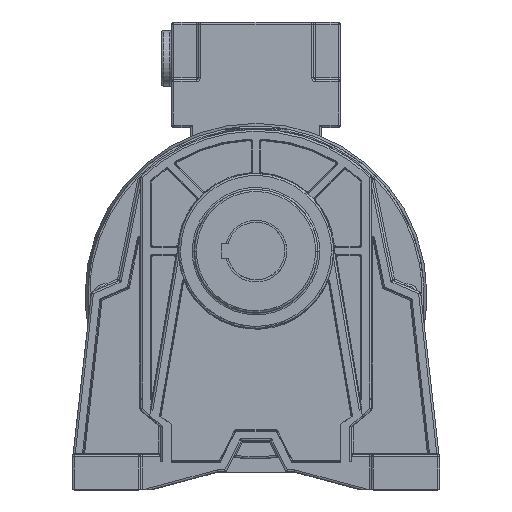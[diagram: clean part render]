
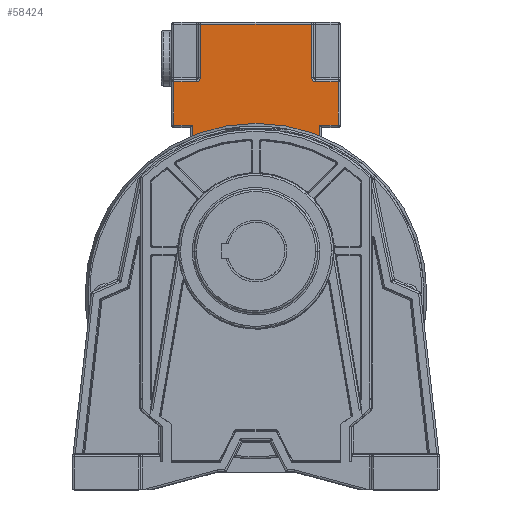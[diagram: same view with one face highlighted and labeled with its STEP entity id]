
A CAD part, top view. The second image highlights one B-rep face of the part: STEP entity #58424.
In plain terms, the highlighted face is planar.
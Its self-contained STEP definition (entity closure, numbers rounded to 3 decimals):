
#218 = EDGE_CURVE ( 'NONE', #28880, #64871, #54753, .T. ) ;
#243 = LINE ( 'NONE', #84856, #35636 ) ;
#652 = CARTESIAN_POINT ( 'NONE',  ( 149., -28., -141.9 ) ) ;
#2416 = DIRECTION ( 'NONE',  ( 0., 0., -1. ) ) ;
#4832 = CARTESIAN_POINT ( 'NONE',  ( 149., -27., -115.9 ) ) ;
#4992 = PLANE ( 'NONE',  #89148 ) ;
#5550 = DIRECTION ( 'NONE',  ( 0., 1., 0. ) ) ;
#6141 = ORIENTED_EDGE ( 'NONE', *, *, #48203, .T. ) ;
#8405 = EDGE_CURVE ( 'NONE', #27910, #43928, #24765, .T. ) ;
#10201 = VERTEX_POINT ( 'NONE', #4832 ) ;
#10767 = VERTEX_POINT ( 'NONE', #60099 ) ;
#12124 = CARTESIAN_POINT ( 'NONE',  ( 149., 0., 0. ) ) ;
#12745 = EDGE_CURVE ( 'NONE', #28880, #104059, #16303, .T. ) ;
#16036 = ORIENTED_EDGE ( 'NONE', *, *, #12745, .T. ) ;
#16303 = LINE ( 'NONE', #32801, #99014 ) ;
#19221 = DIRECTION ( 'NONE',  ( 0., 1., 0. ) ) ;
#20389 = VERTEX_POINT ( 'NONE', #43970 ) ;
#21311 = CIRCLE ( 'NONE', #82759, 2. ) ;
#24071 = EDGE_CURVE ( 'NONE', #39145, #78120, #97431, .T. ) ;
#24765 = LINE ( 'NONE', #66015, #70212 ) ;
#26031 = CARTESIAN_POINT ( 'NONE',  ( 149., 29., -115.9 ) ) ;
#26198 = DIRECTION ( 'NONE',  ( 0., 0., 1. ) ) ;
#26621 = AXIS2_PLACEMENT_3D ( 'NONE', #26031, #78239, #2416 ) ;
#27910 = VERTEX_POINT ( 'NONE', #59850 ) ;
#28192 = VECTOR ( 'NONE', #71576, 1000. ) ;
#28263 = EDGE_CURVE ( 'NONE', #43928, #64871, #243, .T. ) ;
#28880 = VERTEX_POINT ( 'NONE', #58254 ) ;
#30764 = DIRECTION ( 'NONE',  ( -1., 0., 0. ) ) ;
#30973 = CARTESIAN_POINT ( 'NONE',  ( 149., -31., -84.7 ) ) ;
#32801 = CARTESIAN_POINT ( 'NONE',  ( 149., 27., 0. ) ) ;
#33749 = DIRECTION ( 'NONE',  ( 0., -1., 0. ) ) ;
#34970 = CARTESIAN_POINT ( 'NONE',  ( 149., -31., 0. ) ) ;
#35636 = VECTOR ( 'NONE', #33749, 1000. ) ;
#35950 = ORIENTED_EDGE ( 'NONE', *, *, #28263, .T. ) ;
#36260 = CARTESIAN_POINT ( 'NONE',  ( 149., 31., -92.7 ) ) ;
#39001 = LINE ( 'NONE', #72541, #41873 ) ;
#39145 = VERTEX_POINT ( 'NONE', #57788 ) ;
#39971 = DIRECTION ( 'NONE',  ( 0., 0., -1. ) ) ;
#40412 = LINE ( 'NONE', #65693, #49268 ) ;
#41873 = VECTOR ( 'NONE', #54959, 1000. ) ;
#42428 = EDGE_CURVE ( 'NONE', #104059, #48148, #42946, .T. ) ;
#42946 = LINE ( 'NONE', #652, #56296 ) ;
#43928 = VERTEX_POINT ( 'NONE', #67182 ) ;
#43970 = CARTESIAN_POINT ( 'NONE',  ( 149., -29., -113.9 ) ) ;
#44485 = ORIENTED_EDGE ( 'NONE', *, *, #50791, .T. ) ;
#44692 = VECTOR ( 'NONE', #19221, 1000. ) ;
#44907 = CARTESIAN_POINT ( 'NONE',  ( 149., 27., -141.9 ) ) ;
#45669 = DIRECTION ( 'NONE',  ( 1., 0., 0. ) ) ;
#45943 = ORIENTED_EDGE ( 'NONE', *, *, #91648, .T. ) ;
#46695 = VERTEX_POINT ( 'NONE', #30973 ) ;
#47979 = CARTESIAN_POINT ( 'NONE',  ( 149., -40., -92.7 ) ) ;
#48148 = VERTEX_POINT ( 'NONE', #62641 ) ;
#48203 = EDGE_CURVE ( 'NONE', #20389, #92003, #39001, .T. ) ;
#48511 = EDGE_CURVE ( 'NONE', #78120, #27910, #58603, .T. ) ;
#49268 = VECTOR ( 'NONE', #99233, 1000. ) ;
#50249 = EDGE_CURVE ( 'NONE', #10767, #46695, #69075, .T. ) ;
#50791 = EDGE_CURVE ( 'NONE', #48148, #10201, #73805, .T. ) ;
#51634 = LINE ( 'NONE', #58807, #66739 ) ;
#52779 = LINE ( 'NONE', #86307, #44692 ) ;
#53899 = FACE_OUTER_BOUND ( 'NONE', #102877, .T. ) ;
#54294 = VECTOR ( 'NONE', #65569, 1000. ) ;
#54753 = CIRCLE ( 'NONE', #26621, 2. ) ;
#54959 = DIRECTION ( 'NONE',  ( 0., -1., 0. ) ) ;
#56263 = CARTESIAN_POINT ( 'NONE',  ( 149., -27., 0. ) ) ;
#56296 = VECTOR ( 'NONE', #76493, 1000. ) ;
#57788 = CARTESIAN_POINT ( 'NONE',  ( 149., 31., -84.7 ) ) ;
#58254 = CARTESIAN_POINT ( 'NONE',  ( 149., 27., -115.9 ) ) ;
#58424 = ADVANCED_FACE ( 'NONE', ( #53899 ), #4992, .F. ) ;
#58603 = LINE ( 'NONE', #83861, #87590 ) ;
#58807 = CARTESIAN_POINT ( 'NONE',  ( 149., 0., -84.7 ) ) ;
#59850 = CARTESIAN_POINT ( 'NONE',  ( 149., 40., -92.7 ) ) ;
#60099 = CARTESIAN_POINT ( 'NONE',  ( 149., -31., -92.7 ) ) ;
#62641 = CARTESIAN_POINT ( 'NONE',  ( 149., -27., -141.9 ) ) ;
#63214 = CARTESIAN_POINT ( 'NONE',  ( 149., -29., -115.9 ) ) ;
#64246 = EDGE_CURVE ( 'NONE', #46695, #39145, #51634, .T. ) ;
#64871 = VERTEX_POINT ( 'NONE', #100808 ) ;
#65569 = DIRECTION ( 'NONE',  ( 0., 0., 1. ) ) ;
#65693 = CARTESIAN_POINT ( 'NONE',  ( 149., -40., -91.7 ) ) ;
#66015 = CARTESIAN_POINT ( 'NONE',  ( 149., 40., -114.9 ) ) ;
#66739 = VECTOR ( 'NONE', #85153, 1000. ) ;
#66766 = VERTEX_POINT ( 'NONE', #47979 ) ;
#67182 = CARTESIAN_POINT ( 'NONE',  ( 149., 40., -113.9 ) ) ;
#69075 = LINE ( 'NONE', #34970, #103592 ) ;
#69524 = ORIENTED_EDGE ( 'NONE', *, *, #48511, .T. ) ;
#70212 = VECTOR ( 'NONE', #74273, 1000. ) ;
#70317 = ORIENTED_EDGE ( 'NONE', *, *, #218, .F. ) ;
#71576 = DIRECTION ( 'NONE',  ( 0., 0., -1. ) ) ;
#72093 = CARTESIAN_POINT ( 'NONE',  ( 149., -40., -113.9 ) ) ;
#72541 = CARTESIAN_POINT ( 'NONE',  ( 149., 0., -113.9 ) ) ;
#73805 = LINE ( 'NONE', #56263, #54294 ) ;
#74273 = DIRECTION ( 'NONE',  ( 0., 0., -1. ) ) ;
#74935 = ORIENTED_EDGE ( 'NONE', *, *, #24071, .T. ) ;
#76493 = DIRECTION ( 'NONE',  ( 0., -1., 0. ) ) ;
#78120 = VERTEX_POINT ( 'NONE', #36260 ) ;
#78239 = DIRECTION ( 'NONE',  ( -1., 0., 0. ) ) ;
#78741 = CARTESIAN_POINT ( 'NONE',  ( 149., 31., 0. ) ) ;
#80986 = ORIENTED_EDGE ( 'NONE', *, *, #50249, .T. ) ;
#82759 = AXIS2_PLACEMENT_3D ( 'NONE', #63214, #30764, #105571 ) ;
#83861 = CARTESIAN_POINT ( 'NONE',  ( 149., 0., -92.7 ) ) ;
#84856 = CARTESIAN_POINT ( 'NONE',  ( 149., 0., -113.9 ) ) ;
#84970 = EDGE_CURVE ( 'NONE', #66766, #10767, #52779, .T. ) ;
#85134 = ORIENTED_EDGE ( 'NONE', *, *, #91026, .F. ) ;
#85153 = DIRECTION ( 'NONE',  ( 0., 1., 0. ) ) ;
#86307 = CARTESIAN_POINT ( 'NONE',  ( 149., 0., -92.7 ) ) ;
#87590 = VECTOR ( 'NONE', #100919, 1000. ) ;
#88176 = ORIENTED_EDGE ( 'NONE', *, *, #64246, .T. ) ;
#89148 = AXIS2_PLACEMENT_3D ( 'NONE', #12124, #45669, #5550 ) ;
#91026 = EDGE_CURVE ( 'NONE', #20389, #10201, #21311, .T. ) ;
#91648 = EDGE_CURVE ( 'NONE', #92003, #66766, #40412, .T. ) ;
#92003 = VERTEX_POINT ( 'NONE', #72093 ) ;
#95651 = ORIENTED_EDGE ( 'NONE', *, *, #8405, .T. ) ;
#97431 = LINE ( 'NONE', #78741, #28192 ) ;
#98158 = ORIENTED_EDGE ( 'NONE', *, *, #42428, .T. ) ;
#99014 = VECTOR ( 'NONE', #39971, 1000. ) ;
#99233 = DIRECTION ( 'NONE',  ( 0., 0., 1. ) ) ;
#100808 = CARTESIAN_POINT ( 'NONE',  ( 149., 29., -113.9 ) ) ;
#100919 = DIRECTION ( 'NONE',  ( 0., 1., 0. ) ) ;
#102206 = ORIENTED_EDGE ( 'NONE', *, *, #84970, .T. ) ;
#102877 = EDGE_LOOP ( 'NONE', ( #74935, #69524, #95651, #35950, #70317, #16036, #98158, #44485, #85134, #6141, #45943, #102206, #80986, #88176 ) ) ;
#103592 = VECTOR ( 'NONE', #26198, 1000. ) ;
#104059 = VERTEX_POINT ( 'NONE', #44907 ) ;
#105571 = DIRECTION ( 'NONE',  ( 0., 0., -1. ) ) ;
